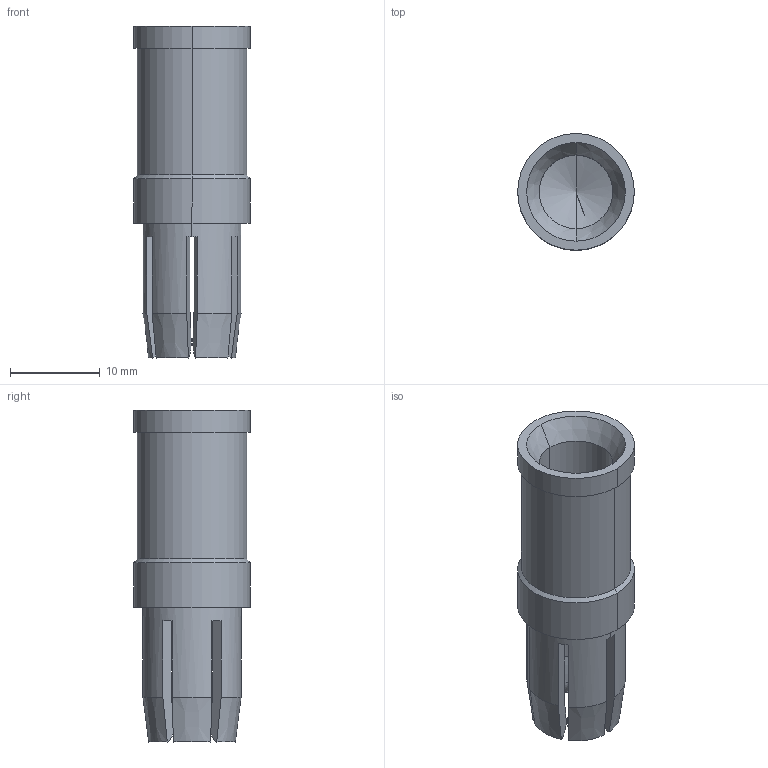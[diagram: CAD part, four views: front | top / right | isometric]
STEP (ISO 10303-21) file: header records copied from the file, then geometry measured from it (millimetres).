
FILE_DESCRIPTION(('Creo Elements/Direct Modeling STEP Export'),'2;1');
FILE_NAME('CGFA 35.stp','2014-03-31T10:26:14',(''),(''),'Creo Elements/Direct Modeling STEP processor for AP214 (Solid Model)','Creo Elements/Direct Modeling 18.0B 02-Dec-2011 (C) Parametric Technology GmbH','');
FILE_SCHEMA(('AUTOMOTIVE_DESIGN { 1 0 10303 214 1 1 1 1 }'));
Length unit declared in the file: millimetre
Products named in the file (2): CGFA_35
Assembly tree (1 placements, depth 2):
  CGFA_35
    CGFA_35
Bounding box: 13 x 13 x 37 mm (x, y, z)
Volume: 2244.2 mm3; surface area: 2496.6 mm2
Topology: 1 solids, 1 shells, 71 faces, 194 edges, 124 vertices
Faces by surface type: plane 27, cone 26, cylinder 12, torus 6
Entity records: 2950 total; most frequent: CARTESIAN_POINT 1366, ORIENTED_EDGE 380, DIRECTION 232, EDGE_CURVE 190, VERTEX_POINT 124, AXIS2_PLACEMENT_3D 82, EDGE_LOOP 74, FACE_OUTER_BOUND 71
